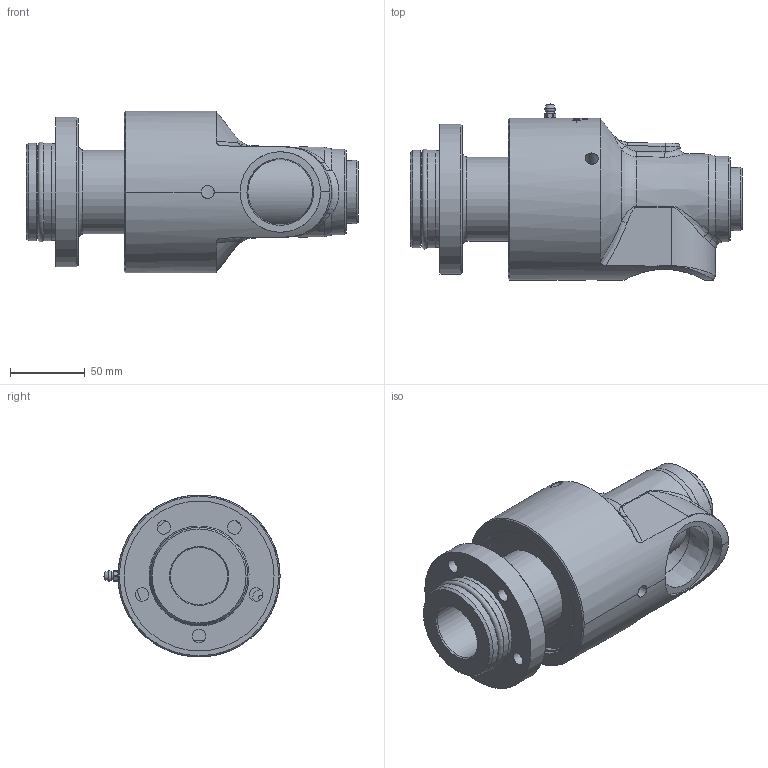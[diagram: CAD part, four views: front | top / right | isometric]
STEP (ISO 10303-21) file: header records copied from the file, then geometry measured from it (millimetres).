
FILE_DESCRIPTION(/* description */ (''),/* implementation_level */ '2;1');
FILE_NAME(/* name */ '555-000-765-IC.stp',/* time_stamp */ '2020-05-20T13:22:42-05:00',/* author */ ('GALINDOLM'),/* organization */ (''),/* preprocessor_version */ 'ST-DEVELOPER v18',/* originating_system */ 'Autodesk Inventor 2020',/* authorisation */ '');
FILE_SCHEMA (('AUTOMOTIVE_DESIGN { 1 0 10303 214 3 1 1 }'));
Length unit declared in the file: millimetre
Products named in the file (1): 555-000-765-IC
Bounding box: 221.41 x 117.41 x 108 mm (x, y, z)
Volume: 1063732.2 mm3; surface area: 108654.2 mm2
Topology: 2 solids, 3 shells, 469 faces, 1258 edges, 841 vertices
Faces by surface type: bspline 227, plane 122, cylinder 77, cone 34, torus 9
Full cylindrical faces by diameter (mm): 2.005 x1, 3.12 x2, 3.5 x1, 5.359 x1, 8.6 x3, 9 x5, 15 x5, 38.1 x1, 43.256 x1, 53.7 x1, 56 x1, 58.67 x2, 64.6 x1, 65 x2, 90.07 x1, 100 x1
Entity records: 26932 total; most frequent: CARTESIAN_POINT 16067, ORIENTED_EDGE 2510, DIRECTION 1691, EDGE_CURVE 1255, VERTEX_POINT 841, AXIS2_PLACEMENT_3D 642, EDGE_LOOP 532, FACE_OUTER_BOUND 469
